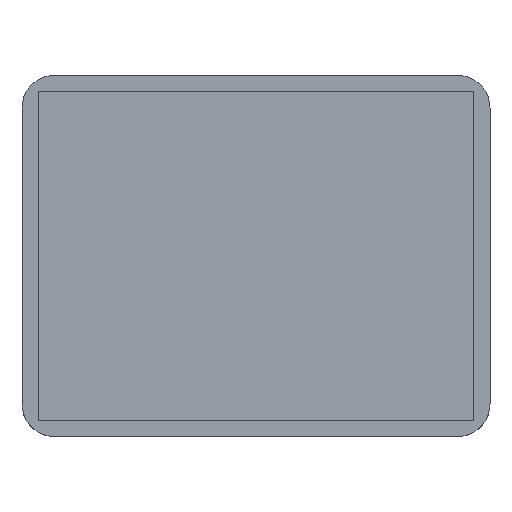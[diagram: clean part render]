
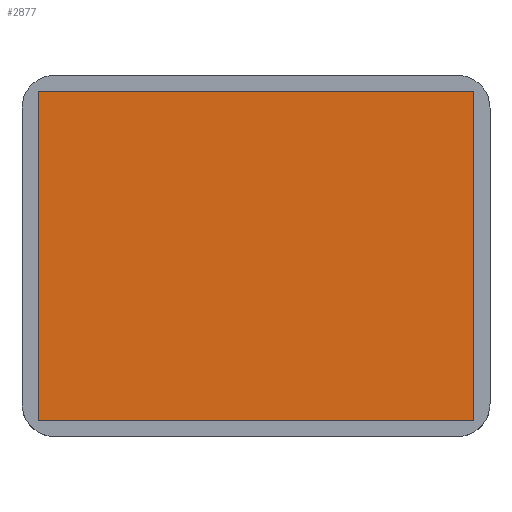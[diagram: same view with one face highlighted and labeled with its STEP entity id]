
A CAD part, top view. The second image highlights one B-rep face of the part: STEP entity #2877.
In plain terms, the highlighted planar face has unit normal (0, 0, 1).
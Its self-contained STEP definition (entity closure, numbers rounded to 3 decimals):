
#388=FACE_OUTER_BOUND('',#559,.T.);
#559=EDGE_LOOP('',(#2637,#2638,#2639,#2640));
#812=LINE('',#5199,#1093);
#836=LINE('',#5254,#1117);
#838=LINE('',#5258,#1119);
#840=LINE('',#5261,#1121);
#1093=VECTOR('',#3533,10.);
#1117=VECTOR('',#3593,10.);
#1119=VECTOR('',#3597,10.);
#1121=VECTOR('',#3601,10.);
#1380=VERTEX_POINT('',#5196);
#1381=VERTEX_POINT('',#5198);
#1394=VERTEX_POINT('',#5253);
#1395=VERTEX_POINT('',#5257);
#1778=EDGE_CURVE('',#1381,#1380,#812,.T.);
#1806=EDGE_CURVE('',#1380,#1394,#836,.T.);
#1808=EDGE_CURVE('',#1394,#1395,#838,.T.);
#1810=EDGE_CURVE('',#1395,#1381,#840,.T.);
#2637=ORIENTED_EDGE('',*,*,#1806,.T.);
#2638=ORIENTED_EDGE('',*,*,#1808,.T.);
#2639=ORIENTED_EDGE('',*,*,#1810,.T.);
#2640=ORIENTED_EDGE('',*,*,#1778,.T.);
#2724=PLANE('',#3034);
#2877=ADVANCED_FACE('',(#388),#2724,.T.);
#3034=AXIS2_PLACEMENT_3D('',#5262,#3602,#3603);
#3533=DIRECTION('',(0.,-1.,0.));
#3593=DIRECTION('',(1.,0.,0.));
#3597=DIRECTION('',(0.,1.,0.));
#3601=DIRECTION('',(-1.,0.,0.));
#3602=DIRECTION('center_axis',(0.,0.,1.));
#3603=DIRECTION('ref_axis',(1.,0.,0.));
#5196=CARTESIAN_POINT('',(-26.5,-20.,2.));
#5198=CARTESIAN_POINT('',(-26.5,20.,2.));
#5199=CARTESIAN_POINT('',(-26.5,-10.,2.));
#5253=CARTESIAN_POINT('',(26.5,-20.,2.));
#5254=CARTESIAN_POINT('',(13.25,-20.,2.));
#5257=CARTESIAN_POINT('',(26.5,20.,2.));
#5258=CARTESIAN_POINT('',(26.5,10.,2.));
#5261=CARTESIAN_POINT('',(-13.25,20.,2.));
#5262=CARTESIAN_POINT('Origin',(0.,0.,
2.));
